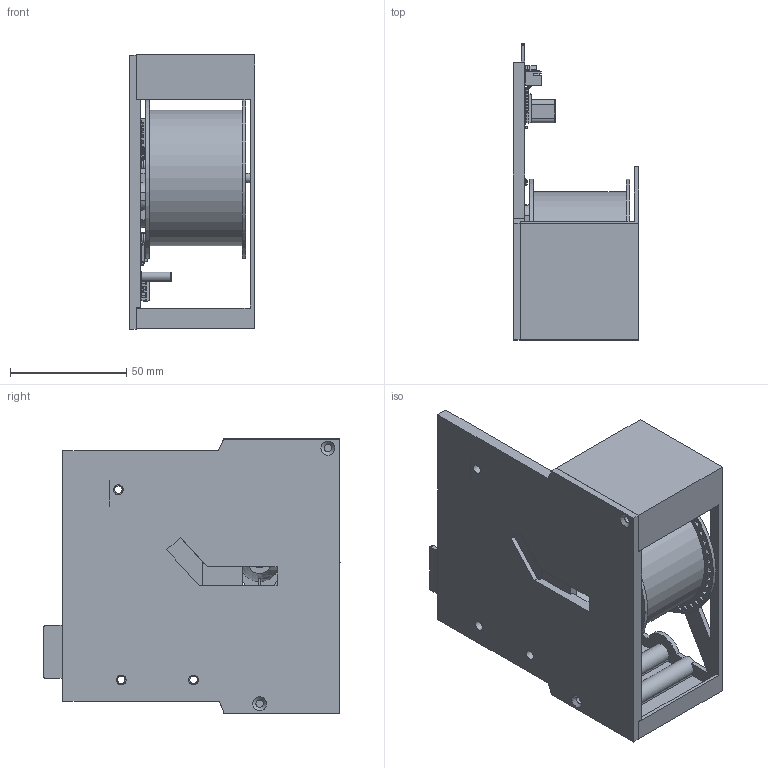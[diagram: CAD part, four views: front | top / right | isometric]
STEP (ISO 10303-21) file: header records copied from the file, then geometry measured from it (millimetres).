
FILE_DESCRIPTION(/* description */ (''),/* implementation_level */ '2;1');
FILE_NAME(/* name */ 'Module.step',/* time_stamp */ '2024-11-07T12:04:32+01:00',/* author */ (''),/* organization */ (''),/* preprocessor_version */ 'ST-DEVELOPER v20',/* originating_system */ 'Autodesk Translation Framework v13.14.0.145',/* authorisation */ '');
FILE_SCHEMA (('AUTOMOTIVE_DESIGN { 1 0 10303 214 3 1 1 }'));
Length unit declared in the file: millimetre
Products named in the file (26): Module; Frame; MiniRotor; BigRotor; Cover; pcb; ModuleController 1; CP_Radial_D5.0mm_P2.50mm; SOLID; Crystal_HC49-U_Vertical; SOLID_1; CP_Radial_D6.3mm_P2.50mm; SOLID_2; SOIC-16W_5.3x10.2mm_P1.27mm; SOLID_3; SOT-23W; SOLID_4; SOIC-20W_7.5x12.8mm_P1.27mm; SOLID_5; C_0805_2012Metric; SOLID_6; DIP-8_W7.62mm; SOLID_7; JST_XH_B5B-XH-A_1x05_P2.50mm_Vertical; SOLID_8; ModuleController PCB
Assembly tree (27 placements, depth 5):
  Module
    Frame
    MiniRotor
    BigRotor
    Cover
    pcb
      ModuleController 1
        CP_Radial_D5.0mm_P2.50mm
          SOLID
        C_0805_2012Metric  x3
          SOLID_6
        Crystal_HC49-U_Vertical
          SOLID_1
        CP_Radial_D6.3mm_P2.50mm
          SOLID_2
        SOIC-16W_5.3x10.2mm_P1.27mm
          SOLID_3
        SOT-23W
          SOLID_4
        SOIC-20W_7.5x12.8mm_P1.27mm
          SOLID_5
        DIP-8_W7.62mm
          SOLID_7
        JST_XH_B5B-XH-A_1x05_P2.50mm_Vertical
          SOLID_8
        ModuleController PCB
Bounding box: 54 x 127.57 x 118.06 mm (x, y, z)
Volume: 111518.3 mm3; surface area: 98532.5 mm2
Topology: 16 solids, 18 shells, 1929 faces, 5189 edges, 3342 vertices
Faces by surface type: plane 1439, cylinder 440, cone 19, bspline 16, torus 15
Full cylindrical faces by diameter (mm): 0.4 x1, 0.5 x6, 0.6 x1, 0.8 x14, 0.95 x5, 1 x2, 2.3 x1, 3.2 x8, 3.3 x1, 3.5 x1, 3.8 x2, 4 x1, 4.1 x4, 4.2 x3, 4.41 x1, 5.15 x1, 5.5 x2, 9 x1, 9.2 x1, 14 x4, 55.2 x1, 55.3 x1, 58.5 x1, 69.3 x2
Entity records: 61718 total; most frequent: CARTESIAN_POINT 11791, ORIENTED_EDGE 10090, DIRECTION 9751, EDGE_CURVE 5045, LINE 4031, VECTOR 4031, VERTEX_POINT 3246, AXIS2_PLACEMENT_3D 2860
